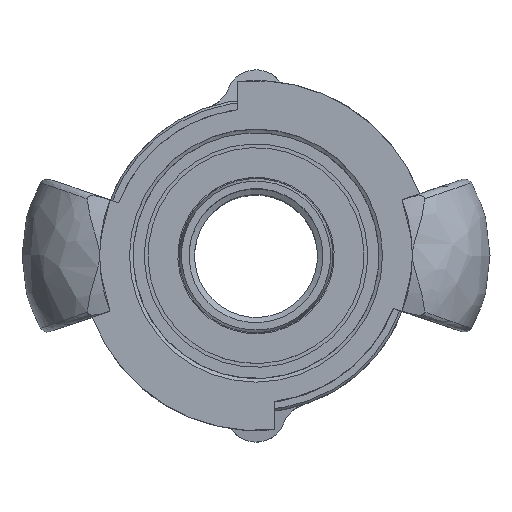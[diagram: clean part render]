
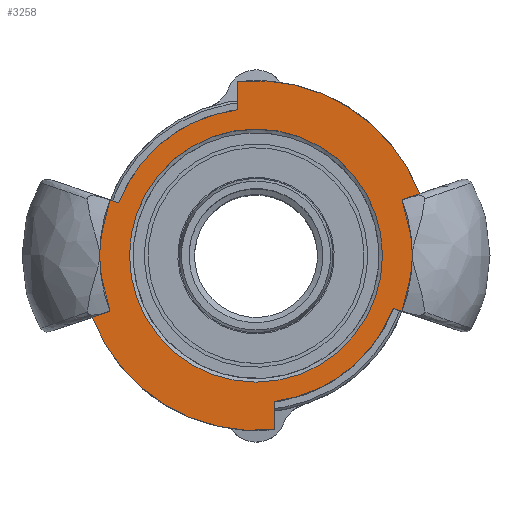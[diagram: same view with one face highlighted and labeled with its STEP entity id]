
A CAD part, top view. The second image highlights one B-rep face of the part: STEP entity #3258.
In plain terms, the highlighted planar face has unit normal (0, 0, 1).
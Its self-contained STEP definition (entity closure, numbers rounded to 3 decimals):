
#206=LINE('',#5021,#347);
#217=LINE('',#5202,#358);
#221=LINE('',#5228,#362);
#225=LINE('',#5253,#366);
#228=LINE('',#5270,#369);
#231=LINE('',#5315,#372);
#347=VECTOR('',#4000,10.);
#358=VECTOR('',#4041,10.);
#362=VECTOR('',#4049,10.);
#366=VECTOR('',#4065,10.);
#369=VECTOR('',#4070,10.);
#372=VECTOR('',#4077,10.);
#528=FACE_BOUND('',#792,.T.);
#610=FACE_OUTER_BOUND('',#791,.T.);
#791=EDGE_LOOP('',(#2270,#2271,#2272,#2273,#2274,#2275,#2276,#2277,#2278,
#2279,#2280,#2281));
#792=EDGE_LOOP('',(#2282,#2283));
#979=CIRCLE('',#3464,25.5);
#981=CIRCLE('',#3467,25.5);
#989=CIRCLE('',#3485,23.497);
#994=CIRCLE('',#3497,23.5);
#996=CIRCLE('',#3509,19.75);
#997=CIRCLE('',#3510,19.75);
#998=CIRCLE('',#3511,17.);
#999=CIRCLE('',#3512,17.);
#1225=VERTEX_POINT('',#4910);
#1226=VERTEX_POINT('',#4912);
#1229=VERTEX_POINT('',#4937);
#1230=VERTEX_POINT('',#4939);
#1237=VERTEX_POINT('',#5014);
#1240=VERTEX_POINT('',#5019);
#1256=VERTEX_POINT('',#5143);
#1257=VERTEX_POINT('',#5145);
#1261=VERTEX_POINT('',#5226);
#1264=VERTEX_POINT('',#5236);
#1269=VERTEX_POINT('',#5269);
#1275=VERTEX_POINT('',#5314);
#1287=VERTEX_POINT('',#5648);
#1288=VERTEX_POINT('',#5649);
#1579=EDGE_CURVE('',#1225,#1226,#979,.T.);
#1584=EDGE_CURVE('',#1229,#1230,#981,.T.);
#1599=EDGE_CURVE('',#1237,#1240,#206,.T.);
#1617=EDGE_CURVE('',#1257,#1256,#989,.T.);
#1625=EDGE_CURVE('',#1257,#1229,#217,.T.);
#1630=EDGE_CURVE('',#1256,#1261,#221,.T.);
#1634=EDGE_CURVE('',#1264,#1237,#994,.T.);
#1638=EDGE_CURVE('',#1264,#1225,#225,.T.);
#1642=EDGE_CURVE('',#1230,#1269,#228,.T.);
#1650=EDGE_CURVE('',#1226,#1275,#231,.T.);
#1671=EDGE_CURVE('',#1275,#1261,#996,.T.);
#1672=EDGE_CURVE('',#1269,#1240,#997,.T.);
#1673=EDGE_CURVE('',#1287,#1288,#998,.T.);
#1674=EDGE_CURVE('',#1288,#1287,#999,.T.);
#2270=ORIENTED_EDGE('',*,*,#1642,.F.);
#2271=ORIENTED_EDGE('',*,*,#1584,.F.);
#2272=ORIENTED_EDGE('',*,*,#1625,.F.);
#2273=ORIENTED_EDGE('',*,*,#1617,.T.);
#2274=ORIENTED_EDGE('',*,*,#1630,.T.);
#2275=ORIENTED_EDGE('',*,*,#1671,.F.);
#2276=ORIENTED_EDGE('',*,*,#1650,.F.);
#2277=ORIENTED_EDGE('',*,*,#1579,.F.);
#2278=ORIENTED_EDGE('',*,*,#1638,.F.);
#2279=ORIENTED_EDGE('',*,*,#1634,.T.);
#2280=ORIENTED_EDGE('',*,*,#1599,.T.);
#2281=ORIENTED_EDGE('',*,*,#1672,.F.);
#2282=ORIENTED_EDGE('',*,*,#1673,.T.);
#2283=ORIENTED_EDGE('',*,*,#1674,.T.);
#2990=PLANE('',#3508);
#3258=ADVANCED_FACE('',(#610,#528),#2990,.F.);
#3464=AXIS2_PLACEMENT_3D('',#4913,#3966,#3967);
#3467=AXIS2_PLACEMENT_3D('',#4940,#3974,#3975);
#3485=AXIS2_PLACEMENT_3D('',#5146,#4027,#4028);
#3497=AXIS2_PLACEMENT_3D('',#5237,#4059,#4060);
#3508=AXIS2_PLACEMENT_3D('',#5645,#4091,#4092);
#3509=AXIS2_PLACEMENT_3D('',#5646,#4093,#4094);
#3510=AXIS2_PLACEMENT_3D('',#5647,#4095,#4096);
#3511=AXIS2_PLACEMENT_3D('',#5650,#4097,#4098);
#3512=AXIS2_PLACEMENT_3D('',#5651,#4099,#4100);
#3966=DIRECTION('center_axis',(0.,0.,
-1.));
#3967=DIRECTION('ref_axis',(0.,1.,0.));
#3974=DIRECTION('center_axis',(0.,0.,
-1.));
#3975=DIRECTION('ref_axis',(0.,1.,0.));
#4000=DIRECTION('',(0.,-1.,0.));
#4027=DIRECTION('center_axis',(0.,0.,
1.));
#4028=DIRECTION('ref_axis',(-0.936,-0.353,0.));
#4041=DIRECTION('',(-0.948,-0.319,0.));
#4049=DIRECTION('',(0.,1.,0.));
#4059=DIRECTION('center_axis',(0.,0.,
1.));
#4060=DIRECTION('ref_axis',(0.936,0.353,0.));
#4065=DIRECTION('',(0.948,0.319,0.));
#4070=DIRECTION('',(0.948,-0.319,0.));
#4077=DIRECTION('',(-0.948,0.319,0.));
#4091=DIRECTION('center_axis',(0.,0.,
-1.));
#4092=DIRECTION('ref_axis',(1.,0.,0.));
#4093=DIRECTION('center_axis',(0.,0.,
-1.));
#4094=DIRECTION('ref_axis',(1.,0.,0.));
#4095=DIRECTION('center_axis',(0.,0.,
-1.));
#4096=DIRECTION('ref_axis',(1.,0.,0.));
#4097=DIRECTION('center_axis',(0.,0.,
-1.));
#4098=DIRECTION('ref_axis',(-1.,0.,0.));
#4099=DIRECTION('center_axis',(0.,0.,
-1.));
#4100=DIRECTION('ref_axis',(-1.,0.,0.));
#4910=CARTESIAN_POINT('',(23.883,8.937,1.162));
#4912=CARTESIAN_POINT('',(23.883,-8.937,1.162));
#4913=CARTESIAN_POINT('Origin',(0.,0.,
1.162));
#4937=CARTESIAN_POINT('',(-23.883,-8.937,1.162));
#4939=CARTESIAN_POINT('',(-23.883,8.937,1.162));
#4940=CARTESIAN_POINT('Origin',(0.,0.,
1.162));
#5014=CARTESIAN_POINT('',(-2.5,23.367,1.162));
#5019=CARTESIAN_POINT('',(-2.5,19.591,1.162));
#5021=CARTESIAN_POINT('',(-2.5,0.,1.162));
#5143=CARTESIAN_POINT('',(2.5,-23.364,1.162));
#5145=CARTESIAN_POINT('',(-21.984,-8.298,1.162));
#5146=CARTESIAN_POINT('Origin',(0.,0.,
1.162));
#5202=CARTESIAN_POINT('',(-7.151,-3.302,1.162));
#5226=CARTESIAN_POINT('',(2.5,-19.591,1.162));
#5228=CARTESIAN_POINT('',(2.5,0.,1.162));
#5236=CARTESIAN_POINT('',(21.986,8.299,1.162));
#5237=CARTESIAN_POINT('Origin',(0.,0.,
1.162));
#5253=CARTESIAN_POINT('',(11.008,4.601,1.162));
#5269=CARTESIAN_POINT('',(-18.429,7.101,1.162));
#5270=CARTESIAN_POINT('',(-16.054,6.301,1.162));
#5314=CARTESIAN_POINT('',(18.429,-7.101,1.162));
#5315=CARTESIAN_POINT('',(12.197,-5.002,1.162));
#5645=CARTESIAN_POINT('Origin',(0.,12.75,1.162));
#5646=CARTESIAN_POINT('Origin',(0.,0.,
1.162));
#5647=CARTESIAN_POINT('Origin',(0.,0.,
1.162));
#5648=CARTESIAN_POINT('',(-17.,0.,1.162));
#5649=CARTESIAN_POINT('',(17.,0.,1.162));
#5650=CARTESIAN_POINT('Origin',(0.,0.,
1.162));
#5651=CARTESIAN_POINT('Origin',(0.,0.,
1.162));
